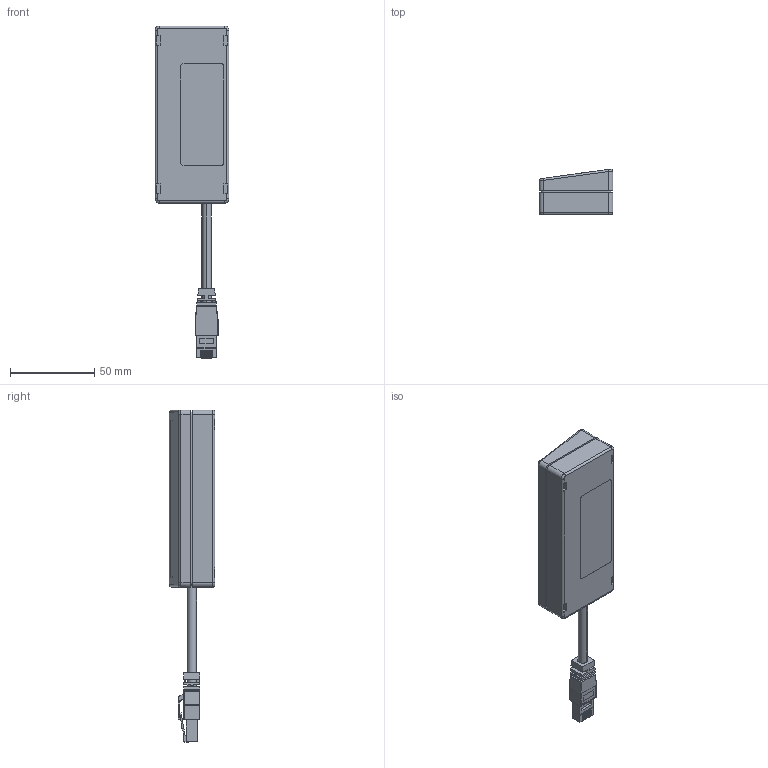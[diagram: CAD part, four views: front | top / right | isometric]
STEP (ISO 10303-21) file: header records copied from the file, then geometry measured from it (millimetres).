
FILE_DESCRIPTION (( 'STEP AP203' ), '1' );
FILE_NAME ('PMOD4U.STEP', '2006-06-23T19:45:28', ( 'lcom' ), ( 'lcom' ), 'SwSTEP 2.0', 'SolidWorks 2006004', '' );
FILE_SCHEMA (( 'CONFIG_CONTROL_DESIGN' ));
Length unit declared in the file: inch
Products named in the file (5): PMOD4U; TSP3088_TSP2088; PMOD4U-1_PMOD; PMOD4U-MA1; 1AY01-005_TDS8CVR-BK-PROD
Assembly tree (4 placements, depth 2):
  PMOD4U
    TSP3088_TSP2088
    1AY01-005_TDS8CVR-BK-PROD
    PMOD4U-MA1
    PMOD4U-1_PMOD
Bounding box: 43.69 x 26.99 x 196.67 mm (x, y, z)
Volume: 106097.9 mm3; surface area: 26775.3 mm2
Topology: 4 solids, 4 shells, 681 faces, 1933 edges, 1251 vertices
Faces by surface type: plane 511, cylinder 121, bspline 21, sphere 16, torus 12
Entity records: 25715 total; most frequent: CARTESIAN_POINT 7480, ORIENTED_EDGE 3834, DIRECTION 3424, EDGE_CURVE 1917, LINE 1594, VECTOR 1594, VERTEX_POINT 1251, AXIS2_PLACEMENT_3D 915
